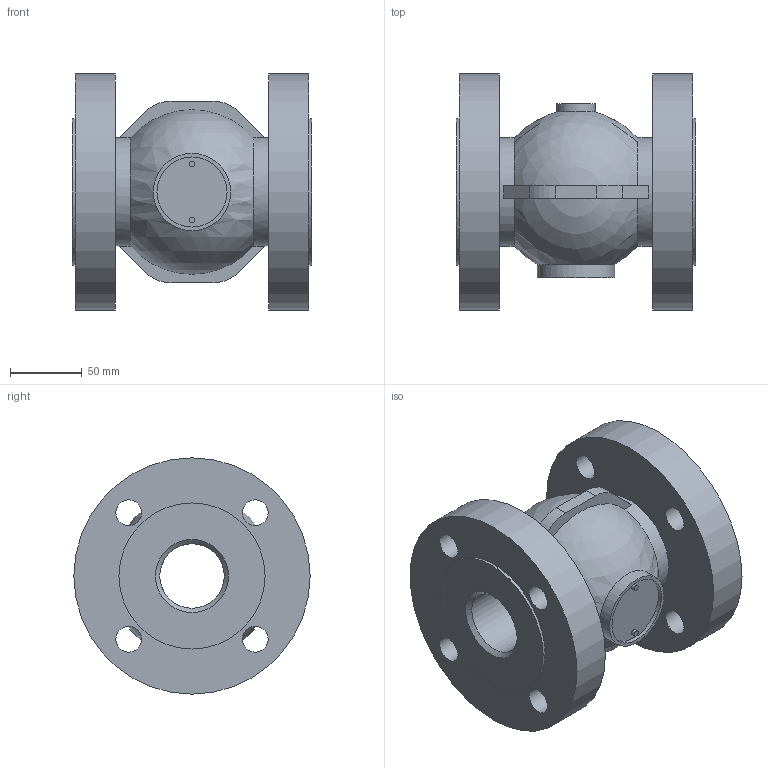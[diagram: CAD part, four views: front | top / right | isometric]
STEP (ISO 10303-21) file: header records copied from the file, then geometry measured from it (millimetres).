
FILE_DESCRIPTION((''),'2;1');
FILE_NAME('Quetschventil DN50 Standard.stp','2008-07-22T11:26:10',('hellwig'),(''),'Autodesk Inventor 2008','Autodesk Inventor 2008','');
FILE_SCHEMA(('AUTOMOTIVE_DESIGN { 1 0 10303 214 1 1 1 1 }'));
Length unit declared in the file: millimetre
Products named in the file (1): Quetschventil DN50 Standard
Bounding box: 167 x 165 x 165 mm (x, y, z)
Volume: 1744963.2 mm3; surface area: 178504.9 mm2
Topology: 1 solids, 1 shells, 50 faces, 124 edges, 85 vertices
Faces by surface type: cylinder 18, plane 18, bspline 10, cone 2, sphere 2
Full cylindrical faces by diameter (mm): 4 x2, 18 x4, 27 x1, 45 x1, 49 x1, 54 x1, 76 x2, 102 x1, 165 x1
Entity records: 1550 total; most frequent: CARTESIAN_POINT 427, DIRECTION 232, ORIENTED_EDGE 180, AXIS2_PLACEMENT_3D 102, EDGE_LOOP 102, EDGE_CURVE 90, VERTEX_POINT 74, CIRCLE 57
